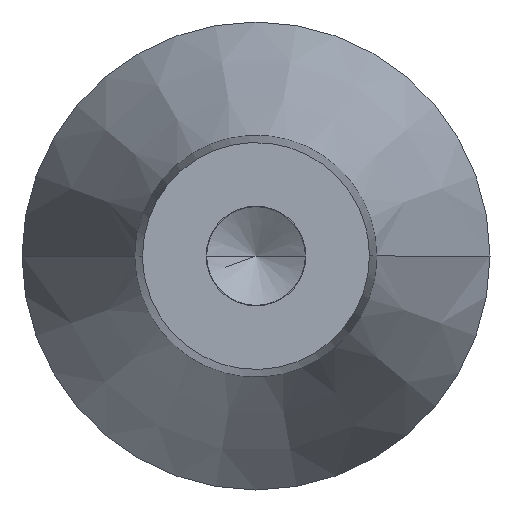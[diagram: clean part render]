
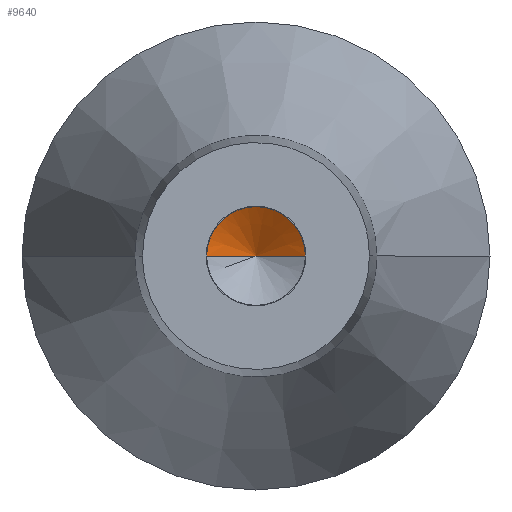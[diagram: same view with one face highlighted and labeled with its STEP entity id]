
A CAD part, front view. The second image highlights one B-rep face of the part: STEP entity #9640.
In plain terms, the highlighted conical face has half-angle 59 degrees and reference radius 1.635 mm.
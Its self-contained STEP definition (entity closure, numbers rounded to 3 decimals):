
#9190=CARTESIAN_POINT('',(1.635,13.,0.));
#9200=VERTEX_POINT('',#9190);
#9230=CARTESIAN_POINT('',(0.,13.,0.));
#9240=DIRECTION('',(0.,1.,0.));
#9250=DIRECTION('',(1.,0.,0.));
#9260=AXIS2_PLACEMENT_3D('',#9230,#9240,#9250);
#9270=CIRCLE('',#9260,1.635);
#9280=CARTESIAN_POINT('',(-1.635,13.,0.));
#9290=VERTEX_POINT('',#9280);
#9300=EDGE_CURVE('',#9290,#9200,#9270,.T.);
#9420=CARTESIAN_POINT('',(0.,13.,0.));
#9430=DIRECTION('',(0.,-1.,0.));
#9440=DIRECTION('',(1.,0.,0.));
#9450=AXIS2_PLACEMENT_3D('',#9420,#9430,#9440);
#9460=CONICAL_SURFACE('',#9450,1.635,1.03);
#9470=CARTESIAN_POINT('',(1.635,13.,0.));
#9480=DIRECTION('',(0.857,-0.515,0.));
#9490=VECTOR('',#9480,1.907);
#9500=LINE('',#9470,#9490);
#9510=CARTESIAN_POINT('',(0.,13.982,
0.));
#9520=VERTEX_POINT('',#9510);
#9530=EDGE_CURVE('',#9520,#9200,#9500,.T.);
#9540=ORIENTED_EDGE('',*,*,#9530,.T.);
#9550=CARTESIAN_POINT('',(-1.635,13.,0.));
#9560=DIRECTION('',(-0.857,-0.515,
0.));
#9570=VECTOR('',#9560,1.907);
#9580=LINE('',#9550,#9570);
#9590=EDGE_CURVE('',#9520,#9290,#9580,.T.);
#9600=ORIENTED_EDGE('',*,*,#9590,.F.);
#9610=ORIENTED_EDGE('',*,*,#9300,.F.);
#9620=EDGE_LOOP('',(#9610,#9600,#9540));
#9630=FACE_OUTER_BOUND('',#9620,.T.);
#9640=ADVANCED_FACE('',(#9630),#9460,.F.);
